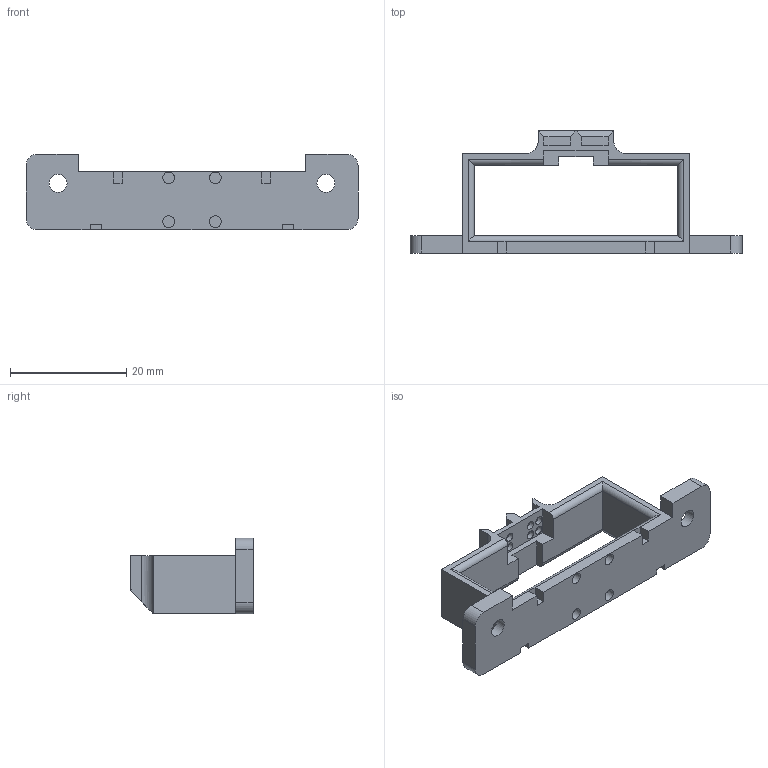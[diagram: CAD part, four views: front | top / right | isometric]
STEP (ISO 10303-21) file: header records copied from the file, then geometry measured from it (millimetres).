
FILE_DESCRIPTION(/* description */ (''),/* implementation_level */ '2;1');
FILE_NAME(/* name */ 'Akkucase_T2.stp',/* time_stamp */ '2021-12-03T12:04:24+01:00',/* author */ ('lucie'),/* organization */ (''),/* preprocessor_version */ 'ST-DEVELOPER v18.1',/* originating_system */ 'Autodesk Inventor 2021',/* authorisation */ '');
FILE_SCHEMA (('AUTOMOTIVE_DESIGN { 1 0 10303 214 3 1 1 }'));
Length unit declared in the file: millimetre
Products named in the file (1): Akkucase_T2
Bounding box: 57 x 21 x 13 mm (x, y, z)
Volume: 3038.2 mm3; surface area: 3362.5 mm2
Topology: 1 solids, 1 shells, 103 faces, 293 edges, 194 vertices
Faces by surface type: plane 69, cylinder 32, torus 2
Full cylindrical faces by diameter (mm): 1.5 x8, 2 x4, 3.1 x2, 6 x2
Entity records: 3460 total; most frequent: CARTESIAN_POINT 611, ORIENTED_EDGE 586, DIRECTION 583, EDGE_CURVE 293, LINE 207, VECTOR 207, VERTEX_POINT 194, AXIS2_PLACEMENT_3D 188
